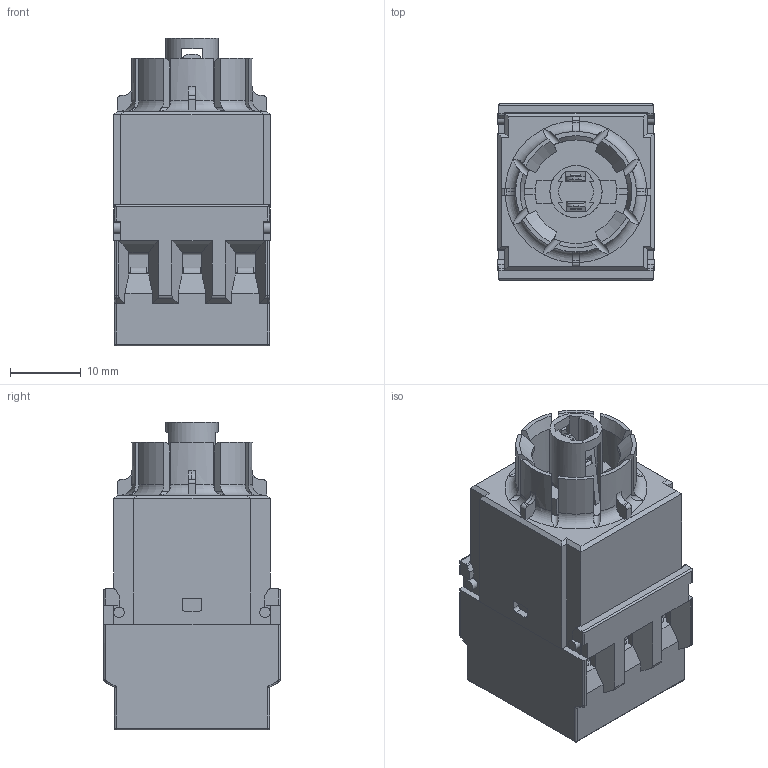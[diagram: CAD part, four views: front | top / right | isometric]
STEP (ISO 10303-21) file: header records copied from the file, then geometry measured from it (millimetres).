
FILE_DESCRIPTION(/* description */ (''),/* implementation_level */ '2;1');
FILE_NAME(/* name */ 'BZLOI5K.stp',/* time_stamp */ '2015-10-16T07:19:44+02:00',/* author */ ('mharscher'),/* organization */ (''),/* preprocessor_version */ 'ST-DEVELOPER v15.2',/* originating_system */ 'Autodesk Inventor 2014',/* authorisation */ '');
FILE_SCHEMA (('CONFIG_CONTROL_DESIGN'));
Length unit declared in the file: millimetre
Products named in the file (1): xxxx
Bounding box: 22.2 x 25 x 43.65 mm (x, y, z)
Volume: 14943.9 mm3; surface area: 9738.9 mm2
Topology: 1 solids, 3 shells, 884 faces, 2482 edges, 1603 vertices
Faces by surface type: plane 673, cylinder 147, torus 28, cone 24, sphere 8, bspline 4
Full cylindrical faces by diameter (mm): 1.5 x4, 2.256 x1, 2.5 x6, 4 x6, 7.4 x1, 14.7 x1
Entity records: 28670 total; most frequent: CARTESIAN_POINT 6140, ORIENTED_EDGE 4830, DIRECTION 4456, EDGE_CURVE 2415, LINE 1850, VECTOR 1850, VERTEX_POINT 1579, AXIS2_PLACEMENT_3D 1303
